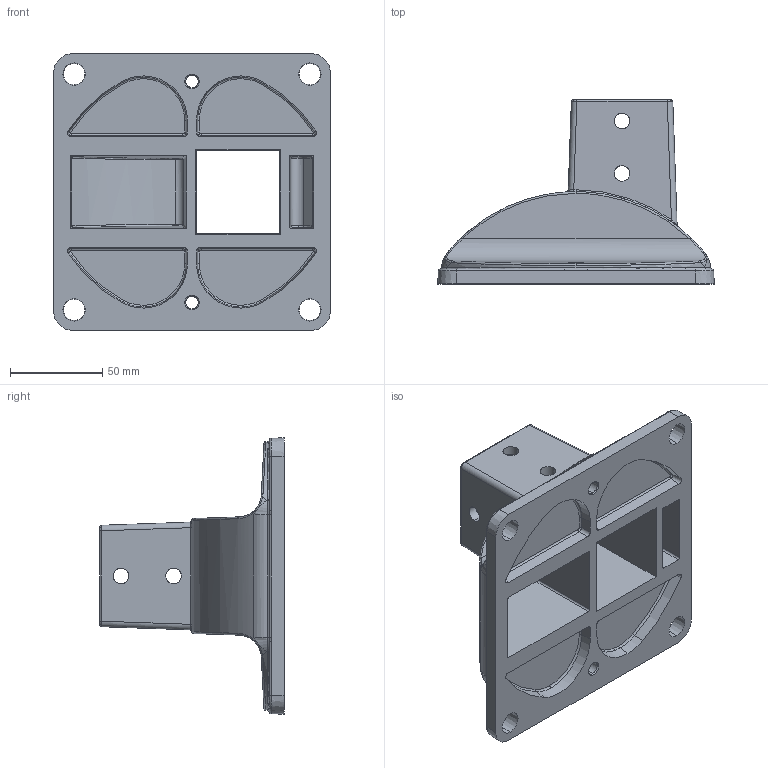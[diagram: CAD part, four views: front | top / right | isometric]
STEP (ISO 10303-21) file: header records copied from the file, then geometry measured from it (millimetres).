
FILE_DESCRIPTION(/* description */ (''),/* implementation_level */ '2;1');
FILE_NAME(/* name */ '22675_Kritec_Pfostenkonsole_45x45.stp',/* time_stamp */ '2015-04-13T16:23:20+02:00',/* author */ ('kostic'),/* organization */ (''),/* preprocessor_version */ 'ST-DEVELOPER v15.2',/* originating_system */ 'Autodesk Inventor 2014',/* authorisation */ '');
FILE_SCHEMA (('CONFIG_CONTROL_DESIGN'));
Length unit declared in the file: millimetre
Products named in the file (1): 22675_Kritec_Pfostenkonsole_45x45
Bounding box: 150 x 100 x 150 mm (x, y, z)
Volume: 336253.2 mm3; surface area: 97696.3 mm2
Topology: 1 solids, 1 shells, 252 faces, 604 edges, 361 vertices
Faces by surface type: bspline 78, cylinder 73, plane 48, cone 32, torus 17, sphere 4
Entity records: 9927 total; most frequent: CARTESIAN_POINT 4409, ORIENTED_EDGE 1208, DIRECTION 968, EDGE_CURVE 604, AXIS2_PLACEMENT_3D 386, VERTEX_POINT 361, EDGE_LOOP 289, STYLED_ITEM 253
